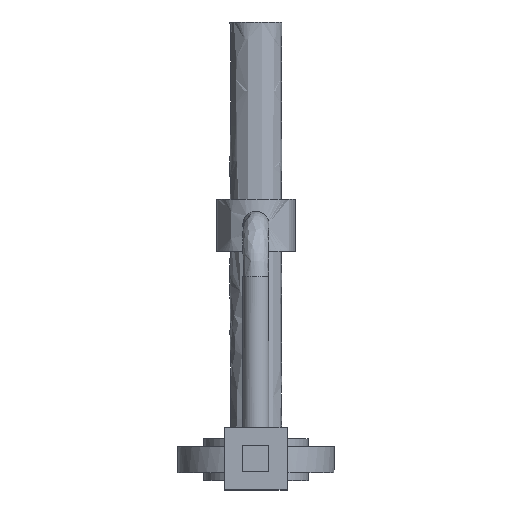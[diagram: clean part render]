
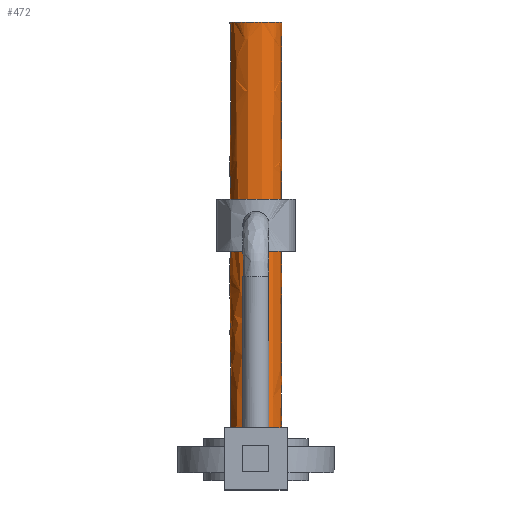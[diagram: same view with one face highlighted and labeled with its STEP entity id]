
A CAD part, top view. The second image highlights one B-rep face of the part: STEP entity #472.
In plain terms, the highlighted free-form (B-spline) face has degree [2, 1] with [9, 2] control points.
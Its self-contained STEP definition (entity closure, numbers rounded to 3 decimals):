
#379 = EDGE_CURVE('',#380,#380,#382,.T.);
#380 = VERTEX_POINT('',#381);
#381 = CARTESIAN_POINT('',(3.709,249.22,
    14.363));
#382 = ( BOUNDED_CURVE() B_SPLINE_CURVE(2,(#383,#384,#385,#386,#387,#388
,#389),.UNSPECIFIED.,.T.,.F.) B_SPLINE_CURVE_WITH_KNOTS((3,2,2,3),(
    4.965,7.059,9.154,11.248),
.PIECEWISE_BEZIER_KNOTS.) CURVE() GEOMETRIC_REPRESENTATION_ITEM() 
RATIONAL_B_SPLINE_CURVE((1.,0.5,1.,0.5,1.,0.5,1.)) REPRESENTATION_ITEM(
  '') );
#383 = CARTESIAN_POINT('',(3.709,249.22,
    14.363));
#384 = CARTESIAN_POINT('',(28.587,249.22,
    7.94));
#385 = CARTESIAN_POINT('',(10.585,249.22,
    -10.393));
#386 = CARTESIAN_POINT('',(-7.417,249.22,
    -28.727));
#387 = CARTESIAN_POINT('',(-14.293,249.22,
    -3.97));
#388 = CARTESIAN_POINT('',(-21.17,249.22,20.787
    ));
#389 = CARTESIAN_POINT('',(3.709,249.22,
    14.363));
#409 = VERTEX_POINT('',#410);
#410 = CARTESIAN_POINT('',(3.709,-11.868,
    -14.363));
#415 = EDGE_CURVE('',#409,#416,#418,.T.);
#416 = VERTEX_POINT('',#417);
#417 = CARTESIAN_POINT('',(3.709,-11.868,
    14.363));
#418 = ( BOUNDED_CURVE() B_SPLINE_CURVE(2,(#419,#420,#421,#422,#423),
.UNSPECIFIED.,.F.,.F.) B_SPLINE_CURVE_WITH_KNOTS((3,2,3),(0.505
,1.823,3.142),.PIECEWISE_BEZIER_KNOTS.) CURVE() 
GEOMETRIC_REPRESENTATION_ITEM() RATIONAL_B_SPLINE_CURVE((1.,
0.791,1.,0.791,1.)) REPRESENTATION_ITEM('') );
#419 = CARTESIAN_POINT('',(3.709,-11.868,
    -14.363));
#420 = CARTESIAN_POINT('',(14.835,-11.868,
    -11.491));
#421 = CARTESIAN_POINT('',(14.835,-11.868,
    0.));
#422 = CARTESIAN_POINT('',(14.835,-11.868,
    11.491));
#423 = CARTESIAN_POINT('',(3.709,-11.868,
    14.363));
#425 = EDGE_CURVE('',#416,#426,#428,.T.);
#426 = VERTEX_POINT('',#427);
#427 = CARTESIAN_POINT('',(-3.709,-11.868,
    -14.363));
#428 = ( BOUNDED_CURVE() B_SPLINE_CURVE(2,(#429,#430,#431,#432,#433),
.UNSPECIFIED.,.F.,.F.) B_SPLINE_CURVE_WITH_KNOTS((3,2,3),(3.142,
4.712,6.283),.PIECEWISE_BEZIER_KNOTS.) CURVE() 
GEOMETRIC_REPRESENTATION_ITEM() RATIONAL_B_SPLINE_CURVE((1.,
0.707,1.,0.707,1.)) REPRESENTATION_ITEM('') );
#429 = CARTESIAN_POINT('',(3.709,-11.868,
    14.363));
#430 = CARTESIAN_POINT('',(-10.655,-11.868,
    18.072));
#431 = CARTESIAN_POINT('',(-14.363,-11.868,
    3.709));
#432 = CARTESIAN_POINT('',(-18.072,-11.868,
    -10.655));
#433 = CARTESIAN_POINT('',(-3.709,-11.868,
    -14.363));
#456 = VERTEX_POINT('',#457);
#457 = CARTESIAN_POINT('',(3.709,11.868,
    -14.363));
#462 = EDGE_CURVE('',#409,#456,#463,.T.);
#463 = B_SPLINE_CURVE_WITH_KNOTS('',1,(#464,#465),.UNSPECIFIED.,.F.,.F.,
  (2,2),(-8.,8.),.PIECEWISE_BEZIER_KNOTS.);
#464 = CARTESIAN_POINT('',(3.709,-11.868,
    -14.363));
#465 = CARTESIAN_POINT('',(3.709,11.868,
    -14.363));
#472 = ADVANCED_FACE('',(#473),#498,.T.);
#473 = FACE_BOUND('',#474,.T.);
#474 = EDGE_LOOP('',(#475,#476,#481,#482,#483,#491,#496,#497));
#475 = ORIENTED_EDGE('',*,*,#379,.F.);
#476 = ORIENTED_EDGE('',*,*,#477,.T.);
#477 = EDGE_CURVE('',#380,#416,#478,.T.);
#478 = B_SPLINE_CURVE_WITH_KNOTS('',1,(#479,#480),.UNSPECIFIED.,.F.,.F.,
  (2,2),(-168.,8.),.PIECEWISE_BEZIER_KNOTS.);
#479 = CARTESIAN_POINT('',(3.709,249.22,
    14.363));
#480 = CARTESIAN_POINT('',(3.709,-11.868,
    14.363));
#481 = ORIENTED_EDGE('',*,*,#415,.F.);
#482 = ORIENTED_EDGE('',*,*,#462,.T.);
#483 = ORIENTED_EDGE('',*,*,#484,.F.);
#484 = EDGE_CURVE('',#485,#456,#487,.T.);
#485 = VERTEX_POINT('',#486);
#486 = CARTESIAN_POINT('',(-3.709,11.868,
    -14.363));
#487 = ( BOUNDED_CURVE() B_SPLINE_CURVE(2,(#488,#489,#490),
.UNSPECIFIED.,.F.,.F.) B_SPLINE_CURVE_WITH_KNOTS((3,3),(4.46,
4.965),.PIECEWISE_BEZIER_KNOTS.) CURVE() 
GEOMETRIC_REPRESENTATION_ITEM() RATIONAL_B_SPLINE_CURVE((1.,
0.968,1.)) REPRESENTATION_ITEM('') );
#488 = CARTESIAN_POINT('',(-3.709,11.868,
    -14.363));
#489 = CARTESIAN_POINT('',(0.,11.868,
    -15.321));
#490 = CARTESIAN_POINT('',(3.709,11.868,
    -14.363));
#491 = ORIENTED_EDGE('',*,*,#492,.F.);
#492 = EDGE_CURVE('',#426,#485,#493,.T.);
#493 = B_SPLINE_CURVE_WITH_KNOTS('',1,(#494,#495),.UNSPECIFIED.,.F.,.F.,
  (2,2),(-8.,8.),.PIECEWISE_BEZIER_KNOTS.);
#494 = CARTESIAN_POINT('',(-3.709,-11.868,
    -14.363));
#495 = CARTESIAN_POINT('',(-3.709,11.868,
    -14.363));
#496 = ORIENTED_EDGE('',*,*,#425,.F.);
#497 = ORIENTED_EDGE('',*,*,#477,.F.);
#498 = ( BOUNDED_SURFACE() B_SPLINE_SURFACE(2,1,(
    (#499,#500)
    ,(#501,#502)
    ,(#503,#504)
    ,(#505,#506)
    ,(#507,#508)
    ,(#509,#510)
    ,(#511,#512)
    ,(#513,#514)
,(#515,#516
    )),.UNSPECIFIED.,.T.,.F.,.F.) B_SPLINE_SURFACE_WITH_KNOTS((3,2,2,2,3
    ),(2,2),(-3.142,-2.094,0.,2.094,
    3.142),(-8.,168.),.UNSPECIFIED.) 
GEOMETRIC_REPRESENTATION_ITEM() RATIONAL_B_SPLINE_SURFACE((
    (0.75,0.75)
    ,(0.75,0.75)
    ,(1.,1.)
    ,(0.5,0.5)
    ,(1.,1.)
    ,(0.5,0.5)
    ,(1.,1.)
    ,(0.75,0.75)
,(0.75,0.75))) REPRESENTATION_ITEM('') SURFACE() );
#499 = CARTESIAN_POINT('',(3.709,-11.868,
    14.363));
#500 = CARTESIAN_POINT('',(3.709,249.22,
    14.363));
#501 = CARTESIAN_POINT('',(12.001,-11.868,
    12.222));
#502 = CARTESIAN_POINT('',(12.001,249.22,
    12.222));
#503 = CARTESIAN_POINT('',(14.293,-11.868,
    3.97));
#504 = CARTESIAN_POINT('',(14.293,249.22,
    3.97));
#505 = CARTESIAN_POINT('',(21.17,-11.868,
    -20.787));
#506 = CARTESIAN_POINT('',(21.17,249.22,
    -20.787));
#507 = CARTESIAN_POINT('',(-3.709,-11.868,
    -14.363));
#508 = CARTESIAN_POINT('',(-3.709,249.22,
    -14.363));
#509 = CARTESIAN_POINT('',(-28.587,-11.868,
    -7.94));
#510 = CARTESIAN_POINT('',(-28.587,249.22,
    -7.94));
#511 = CARTESIAN_POINT('',(-10.585,-11.868,
    10.393));
#512 = CARTESIAN_POINT('',(-10.585,249.22,
    10.393));
#513 = CARTESIAN_POINT('',(-4.584,-11.868,
    16.505));
#514 = CARTESIAN_POINT('',(-4.584,249.22,
    16.505));
#515 = CARTESIAN_POINT('',(3.709,-11.868,
    14.363));
#516 = CARTESIAN_POINT('',(3.709,249.22,
    14.363));
